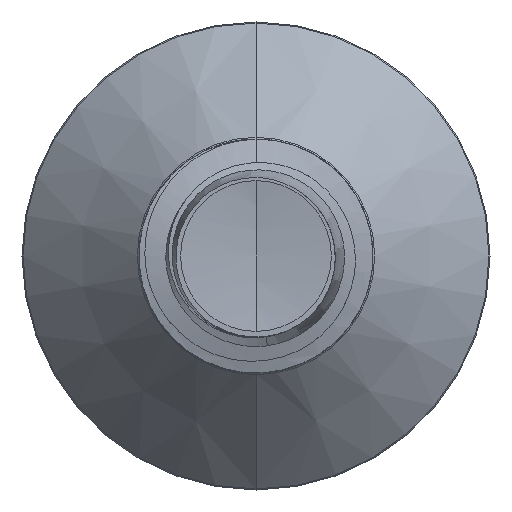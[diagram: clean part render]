
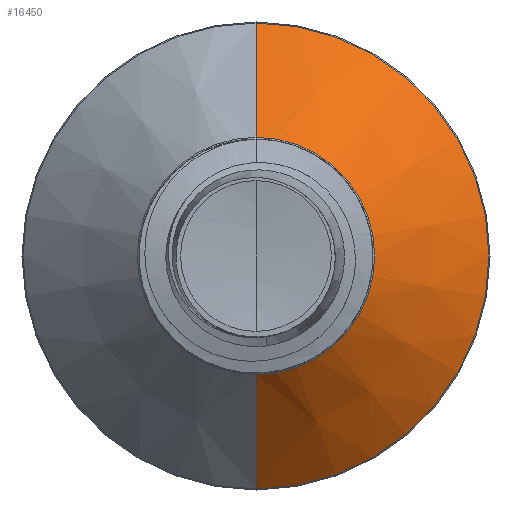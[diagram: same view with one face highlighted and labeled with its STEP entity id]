
A CAD part, front view. The second image highlights one B-rep face of the part: STEP entity #16450.
In plain terms, the highlighted conical face has half-angle 45 degrees and reference radius 1.522 mm.
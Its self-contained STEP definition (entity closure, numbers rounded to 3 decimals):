
#281 = ORIENTED_EDGE ( 'NONE', *, *, #5471, .T. ) ;
#389 = CARTESIAN_POINT ( 'NONE',  ( 0., 6.972, -1.522 ) ) ;
#3332 = VERTEX_POINT ( 'NONE', #7090 ) ;
#4551 = DIRECTION ( 'NONE',  ( 0., 0., 1. ) ) ;
#5471 = EDGE_CURVE ( 'NONE', #12015, #9155, #14429, .T. ) ;
#5630 = EDGE_CURVE ( 'NONE', #3332, #12015, #6597, .T. ) ;
#6558 = DIRECTION ( 'NONE',  ( 0., 0., 1. ) ) ;
#6597 = CIRCLE ( 'NONE', #15785, 1.522 ) ;
#6603 = DIRECTION ( 'NONE',  ( 0., 1., 0. ) ) ;
#6609 = CARTESIAN_POINT ( 'NONE',  ( 0., 6.972, 0. ) ) ;
#6634 = CARTESIAN_POINT ( 'NONE',  ( 0., 8.437, 2.987 ) ) ;
#6728 = DIRECTION ( 'NONE',  ( 0., 1., 0. ) ) ;
#6758 = AXIS2_PLACEMENT_3D ( 'NONE', #15239, #8254, #4551 ) ;
#7090 = CARTESIAN_POINT ( 'NONE',  ( 0., 6.972, 1.522 ) ) ;
#7129 = DIRECTION ( 'NONE',  ( 0., 0.707, -0.707 ) ) ;
#7214 = CARTESIAN_POINT ( 'NONE',  ( 0., 6.972, -1.522 ) ) ;
#7536 = EDGE_LOOP ( 'NONE', ( #16828, #281, #10190, #13938 ) ) ;
#7731 = DIRECTION ( 'NONE',  ( 0., 0.707, 0.707 ) ) ;
#8254 = DIRECTION ( 'NONE',  ( 0., 1., 0. ) ) ;
#9155 = VERTEX_POINT ( 'NONE', #18565 ) ;
#10190 = ORIENTED_EDGE ( 'NONE', *, *, #14884, .F. ) ;
#12015 = VERTEX_POINT ( 'NONE', #389 ) ;
#12059 = VECTOR ( 'NONE', #7731, 1000. ) ;
#12431 = EDGE_CURVE ( 'NONE', #3332, #17515, #15618, .T. ) ;
#13938 = ORIENTED_EDGE ( 'NONE', *, *, #12431, .F. ) ;
#14195 = CIRCLE ( 'NONE', #16097, 2.987 ) ;
#14429 = LINE ( 'NONE', #7214, #17617 ) ;
#14884 = EDGE_CURVE ( 'NONE', #17515, #9155, #14195, .T. ) ;
#15239 = CARTESIAN_POINT ( 'NONE',  ( 0., 6.972, 0. ) ) ;
#15411 = CARTESIAN_POINT ( 'NONE',  ( 0., 8.437, 0. ) ) ;
#15618 = LINE ( 'NONE', #18569, #12059 ) ;
#15785 = AXIS2_PLACEMENT_3D ( 'NONE', #6609, #6603, #6558 ) ;
#16097 = AXIS2_PLACEMENT_3D ( 'NONE', #15411, #6728, #16616 ) ;
#16450 = ADVANCED_FACE ( 'NONE', ( #16869 ), #20393, .T. ) ;
#16616 = DIRECTION ( 'NONE',  ( 0., 0., 1. ) ) ;
#16828 = ORIENTED_EDGE ( 'NONE', *, *, #5630, .T. ) ;
#16869 = FACE_OUTER_BOUND ( 'NONE', #7536, .T. ) ;
#17515 = VERTEX_POINT ( 'NONE', #6634 ) ;
#17617 = VECTOR ( 'NONE', #7129, 1000. ) ;
#18565 = CARTESIAN_POINT ( 'NONE',  ( 0., 8.437, -2.987 ) ) ;
#18569 = CARTESIAN_POINT ( 'NONE',  ( 0., 6.972, 1.522 ) ) ;
#20393 = CONICAL_SURFACE ( 'NONE', #6758, 1.522, 0.785 ) ;
